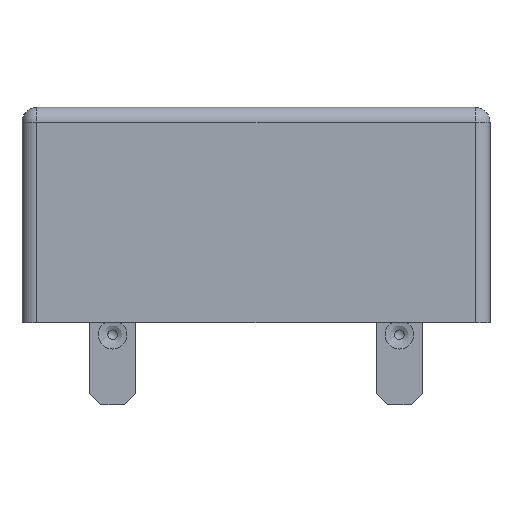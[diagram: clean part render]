
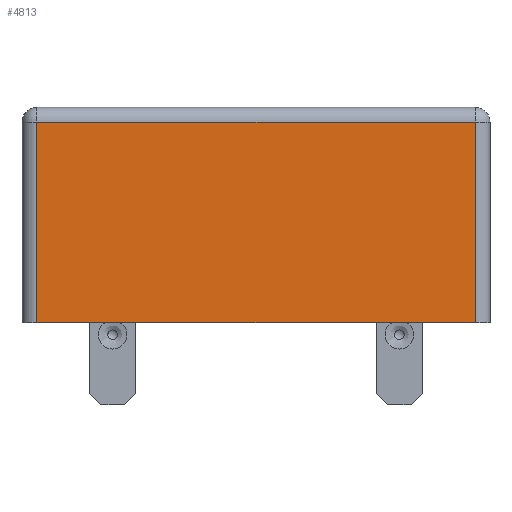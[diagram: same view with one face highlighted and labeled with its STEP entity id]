
A CAD part, front view. The second image highlights one B-rep face of the part: STEP entity #4813.
In plain terms, the highlighted planar face has unit normal (0, -1, 0).
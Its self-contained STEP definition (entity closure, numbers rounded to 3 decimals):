
#475=FACE_OUTER_BOUND('',#753,.T.);
#753=EDGE_LOOP('',(#4129,#4130,#4131,#4132));
#1272=LINE('',#7866,#1828);
#1296=LINE('',#7920,#1852);
#1297=LINE('',#7924,#1853);
#1298=LINE('',#7925,#1854);
#1828=VECTOR('',#6365,1000.);
#1852=VECTOR('',#6407,1000.);
#1853=VECTOR('',#6412,1000.);
#1854=VECTOR('',#6413,1000.);
#2292=VERTEX_POINT('',#7863);
#2293=VERTEX_POINT('',#7865);
#2314=VERTEX_POINT('',#7919);
#2315=VERTEX_POINT('',#7923);
#2922=EDGE_CURVE('',#2293,#2292,#1272,.T.);
#2950=EDGE_CURVE('',#2314,#2293,#1296,.T.);
#2952=EDGE_CURVE('',#2315,#2292,#1297,.T.);
#2953=EDGE_CURVE('',#2315,#2314,#1298,.T.);
#4129=ORIENTED_EDGE('',*,*,#2952,.F.);
#4130=ORIENTED_EDGE('',*,*,#2953,.T.);
#4131=ORIENTED_EDGE('',*,*,#2950,.T.);
#4132=ORIENTED_EDGE('',*,*,#2922,.T.);
#4558=PLANE('',#5209);
#4813=ADVANCED_FACE('',(#475),#4558,.F.);
#5209=AXIS2_PLACEMENT_3D('',#7922,#6410,#6411);
#6365=DIRECTION('',(1.,0.,0.));
#6407=DIRECTION('',(0.,0.,-1.));
#6410=DIRECTION('center_axis',(0.,1.,0.));
#6411=DIRECTION('ref_axis',(-1.,0.,0.));
#6412=DIRECTION('',(0.,0.,-1.));
#6413=DIRECTION('',(-1.,0.,0.));
#7863=CARTESIAN_POINT('',(7.493,-3.366,0.));
#7865=CARTESIAN_POINT('',(-7.493,-3.366,0.));
#7866=CARTESIAN_POINT('',(7.493,-3.366,0.));
#7919=CARTESIAN_POINT('',(-7.493,-3.366,6.858));
#7920=CARTESIAN_POINT('',(-7.493,-3.366,7.366));
#7922=CARTESIAN_POINT('Origin',(7.493,-3.366,7.366));
#7923=CARTESIAN_POINT('',(7.493,-3.366,6.858));
#7924=CARTESIAN_POINT('',(7.493,-3.366,7.366));
#7925=CARTESIAN_POINT('',(-7.493,-3.366,6.858));
